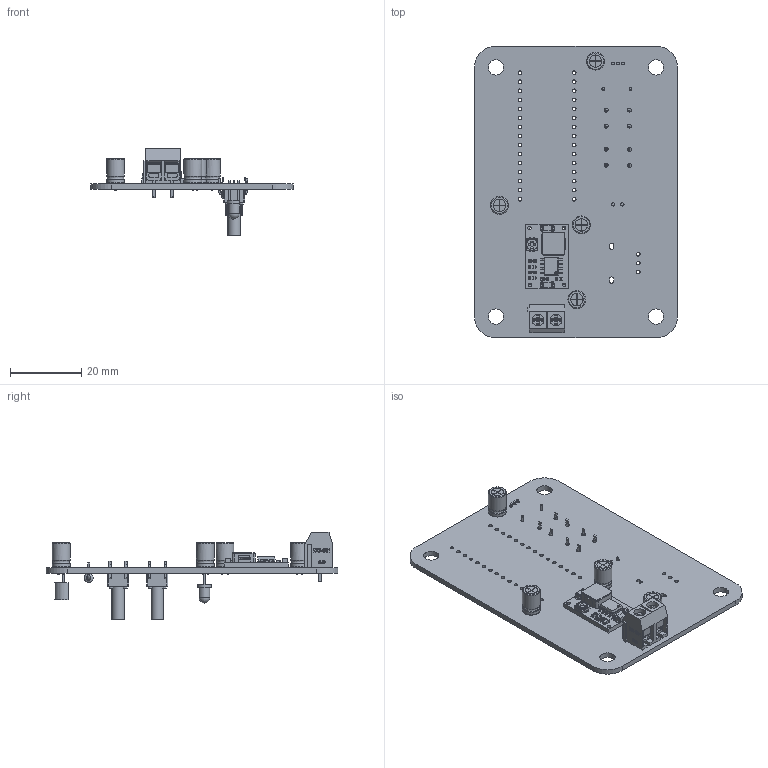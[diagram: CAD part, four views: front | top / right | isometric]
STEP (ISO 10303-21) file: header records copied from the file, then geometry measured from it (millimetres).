
FILE_DESCRIPTION(('KiCad electronic assembly'),'2;1');
FILE_NAME('Luefter Controller.step','2025-04-16T17:36:03',('Pcbnew'),( 'Kicad'),'Open CASCADE STEP processor 7.8','KiCad to STEP converter' ,'Unknown');
FILE_SCHEMA(('AUTOMOTIVE_DESIGN { 1 0 10303 214 1 1 1 1 }'));
Length unit declared in the file: millimetre
Products named in the file (19): Luefter Controller 1; C_Radial_D4.0mm_H7.0mm_P1.50mm; mini360; User Library-SOIC-8 - TEK v1; Resistor 0603 v1; CAPC0603 v1; CAPC1206 v1; IHLP2525 v4; Part 1; Part 1 (1); Part 2; EVM-3E v2; SOLID; Screw-Terminal-P5.08; SW_PUSH_6mm_H13mm; TO-92_Inline; R_Axial_DIN0207_L6.3mm_D2.5mm_P7.62mm_Horizontal; LED_D3.0mm; Luefter Controller_PCB
Assembly tree (27 placements, depth 4):
  Luefter Controller 1
    C_Radial_D4.0mm_H7.0mm_P1.50mm  x4
    mini360
      User Library-SOIC-8 - TEK v1
      Resistor 0603 v1  x3
      CAPC0603 v1  x3
      CAPC1206 v1  x2
      IHLP2525 v4
        Part 1
        Part 1 (1)
        Part 2
      EVM-3E v2
      SOLID
    Screw-Terminal-P5.08
    SW_PUSH_6mm_H13mm  x2
    TO-92_Inline
    R_Axial_DIN0207_L6.3mm_D2.5mm_P7.62mm_Horizontal
    LED_D3.0mm
    Luefter Controller_PCB
Bounding box: 57 x 82 x 24.68 mm (x, y, z)
Volume: 8988 mm3; surface area: 13805.8 mm2
Topology: 63 solids, 67 shells, 2251 faces, 5928 edges, 3871 vertices
Faces by surface type: plane 917, bspline 879, cylinder 425, torus 14, revolution 8, sphere 5, cone 3
Full cylindrical faces by diameter (mm): 0.3 x8, 0.5 x1, 0.6 x10, 0.75 x3, 0.762 x4, 0.8 x2, 0.9 x2, 1 x45, 1.1 x8, 1.52 x2, 2.016 x8, 2.075 x2, 2.25 x1, 2.5 x2, 2.53 x10, 3 x1, 3.3 x6, 3.5 x14, 4.3 x4, 5 x8
Entity records: 65659 total; most frequent: CARTESIAN_POINT 25065, ORIENTED_EDGE 8952, DIRECTION 5882, EDGE_CURVE 4476, VERTEX_POINT 2929, LINE 2440, VECTOR 2440, FACE_BOUND 1873
